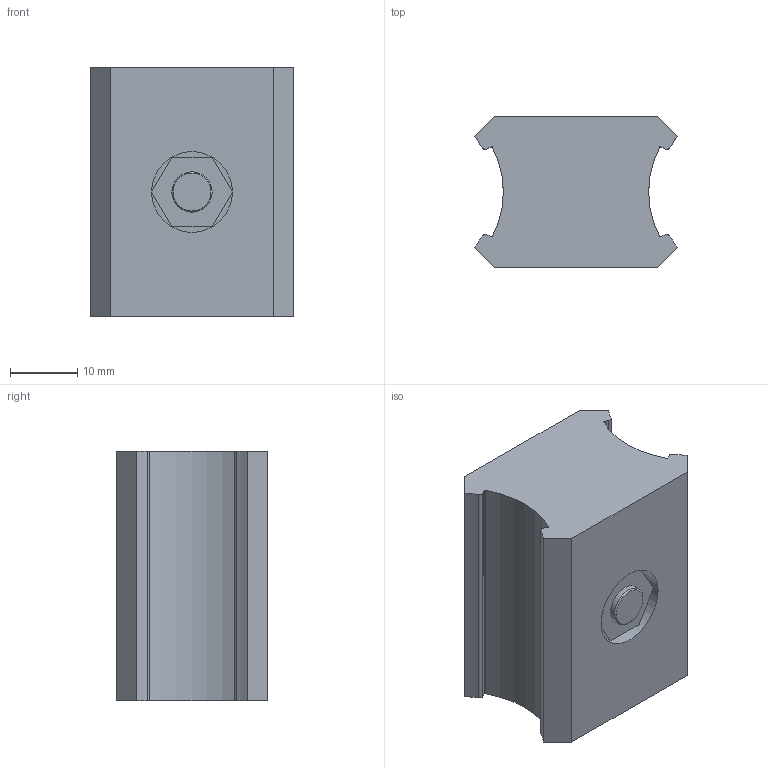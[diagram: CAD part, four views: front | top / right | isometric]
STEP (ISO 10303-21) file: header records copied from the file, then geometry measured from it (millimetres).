
FILE_DESCRIPTION((''),'2;1');
FILE_NAME('99106.stp','2017-08-24T10:41:32',('Konstruktor II'),(''),'Autodesk Inventor 2013','Autodesk Inventor 2013','');
FILE_SCHEMA(('AUTOMOTIVE_DESIGN { 1 0 10303 214 1 1 1 1 }'));
Length unit declared in the file: millimetre
Products named in the file (1): 99106
Bounding box: 30.25 x 22.5 x 37 mm (x, y, z)
Volume: 20299.2 mm3; surface area: 5657.9 mm2
Topology: 1 solids, 1 shells, 71 faces, 172 edges, 108 vertices
Faces by surface type: plane 49, cylinder 20, cone 2
Full cylindrical faces by diameter (mm): 6 x1, 10 x1, 12 x2
Entity records: 2104 total; most frequent: DIRECTION 376, CARTESIAN_POINT 352, ORIENTED_EDGE 344, EDGE_CURVE 172, AXIS2_PLACEMENT_3D 132, VECTOR 112, LINE 112, VERTEX_POINT 108
